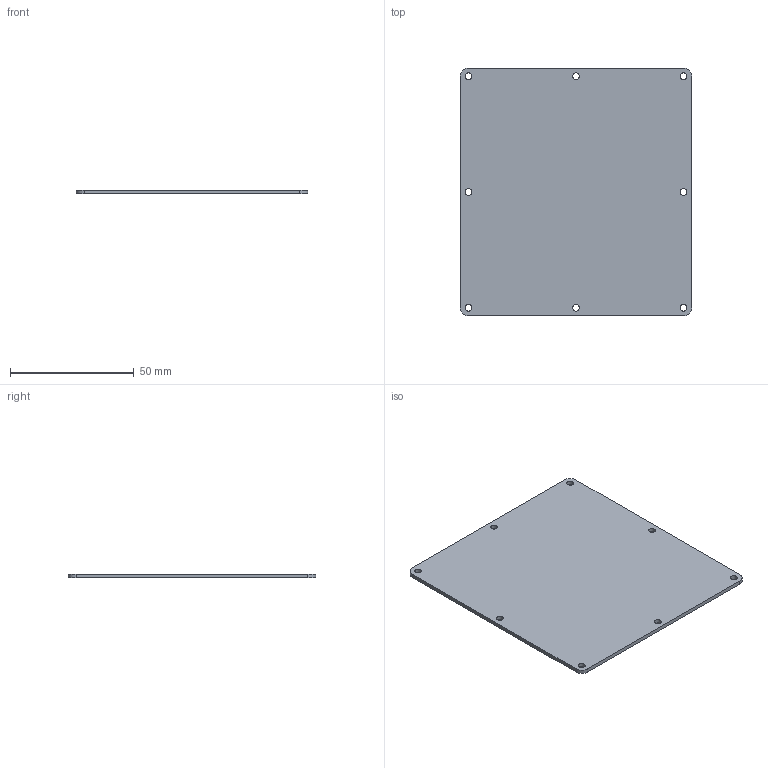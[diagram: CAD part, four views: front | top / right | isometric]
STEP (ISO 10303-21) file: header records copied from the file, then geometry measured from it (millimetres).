
FILE_DESCRIPTION(('FreeCAD Model'),'2;1');
FILE_NAME('back_panel_pcb1.step','2018-07-09T15:03:03',('kicad StepUp'),('ksu MCAD' ),'Open CASCADE STEP processor 7.2','FreeCAD','Unknown');
FILE_SCHEMA(('AUTOMOTIVE_DESIGN { 1 0 10303 214 1 1 1 1 }'));
Length unit declared in the file: millimetre
Products named in the file (4): back_panel_pcb; Board_Geoms; Pcb; Step_Models
Assembly tree (3 placements, depth 3):
  back_panel_pcb
    Board_Geoms
      Pcb
    Step_Models
Bounding box: 93.34 x 100 x 1.6 mm (x, y, z)
Volume: 14846.3 mm3; surface area: 19276.2 mm2
Topology: 1 solids, 1 shells, 18 faces, 48 edges, 32 vertices
Faces by surface type: cylinder 12, plane 6
Full cylindrical faces by diameter (mm): 2.7 x8
Entity records: 683 total; most frequent: DIRECTION 116, CARTESIAN_POINT 102, ORIENTED_EDGE 96, EDGE_CURVE 48, AXIS2_PLACEMENT_3D 46, FACE_BOUND 34, EDGE_LOOP 34, VERTEX_POINT 32
